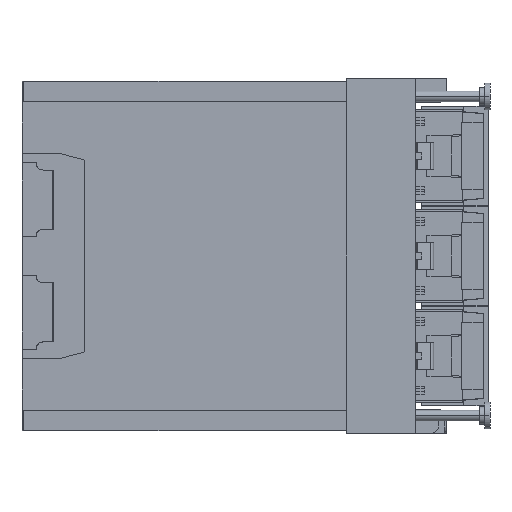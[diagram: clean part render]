
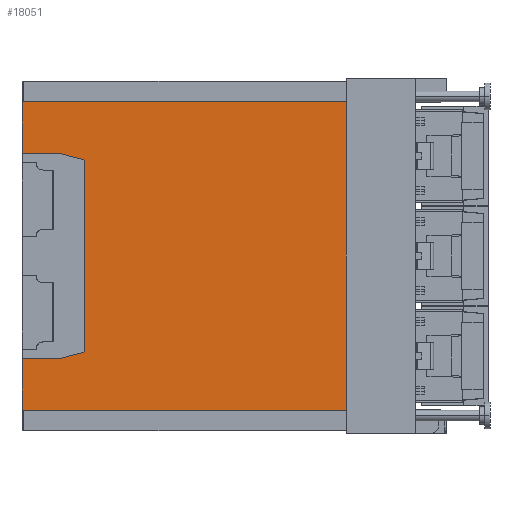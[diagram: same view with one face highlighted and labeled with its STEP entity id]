
A CAD part, left-side view. The second image highlights one B-rep face of the part: STEP entity #18051.
In plain terms, the highlighted face is planar.
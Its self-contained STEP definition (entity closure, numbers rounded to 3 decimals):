
#17643=CARTESIAN_POINT('Vertex',(-115.25,212.822,0.4)) ;
#17678=CARTESIAN_POINT('Vertex',(-129.25,212.822,0.4)) ;
#17681=CARTESIAN_POINT('Line Origine',(-122.25,212.822,0.4)) ;
#17707=CARTESIAN_POINT('Vertex',(-115.25,-31.3,0.4)) ;
#17715=CARTESIAN_POINT('Line Origine',(-115.25,90.761,0.4)) ;
#17950=CARTESIAN_POINT('Axis2P3D Location',(0.,212.7,0.4)) ;
#17955=CARTESIAN_POINT('Line Origine',(-76.5,84.7,0.4)) ;
#17959=CARTESIAN_POINT('Vertex',(-76.5,185.85,0.4)) ;
#17961=CARTESIAN_POINT('Vertex',(-76.5,213.7,0.4)) ;
#17965=CARTESIAN_POINT('Control Point',(-76.5,185.85,0.4)) ;
#17966=CARTESIAN_POINT('Control Point',(-71.503,167.2,0.4)) ;
#17967=CARTESIAN_POINT('Vertex',(-71.503,167.2,0.4)) ;
#17970=CARTESIAN_POINT('Line Origine',(0.,167.2,0.4)) ;
#17974=CARTESIAN_POINT('Vertex',(71.503,167.2,0.4)) ;
#17978=CARTESIAN_POINT('Control Point',(76.5,185.85,0.4)) ;
#17979=CARTESIAN_POINT('Control Point',(71.503,167.2,0.4)) ;
#17980=CARTESIAN_POINT('Vertex',(76.5,185.85,0.4)) ;
#17983=CARTESIAN_POINT('Line Origine',(76.5,84.7,0.4)) ;
#17987=CARTESIAN_POINT('Vertex',(76.5,213.7,0.4)) ;
#17990=CARTESIAN_POINT('Line Origine',(0.,213.7,0.4)) ;
#17994=CARTESIAN_POINT('Vertex',(129.25,213.7,0.4)) ;
#17997=CARTESIAN_POINT('Line Origine',(129.25,84.7,0.4)) ;
#18001=CARTESIAN_POINT('Vertex',(129.25,212.822,0.4)) ;
#18004=CARTESIAN_POINT('Line Origine',(0.,212.822,0.4)) ;
#18008=CARTESIAN_POINT('Vertex',(115.25,212.822,0.4)) ;
#18011=CARTESIAN_POINT('Line Origine',(115.25,84.7,0.4)) ;
#18015=CARTESIAN_POINT('Vertex',(115.25,-31.3,0.4)) ;
#18018=CARTESIAN_POINT('Line Origine',(0.,-31.3,0.4)) ;
#18023=CARTESIAN_POINT('Line Origine',(-129.25,84.7,0.4)) ;
#18027=CARTESIAN_POINT('Vertex',(-129.25,213.7,0.4)) ;
#18030=CARTESIAN_POINT('Line Origine',(0.,213.7,0.4)) ;
#17683=VECTOR('Line Direction',#17682,1.) ;
#17717=VECTOR('Line Direction',#17716,1.) ;
#17957=VECTOR('Line Direction',#17956,1.) ;
#17972=VECTOR('Line Direction',#17971,1.) ;
#17985=VECTOR('Line Direction',#17984,1.) ;
#17992=VECTOR('Line Direction',#17991,1.) ;
#17999=VECTOR('Line Direction',#17998,1.) ;
#18006=VECTOR('Line Direction',#18005,1.) ;
#18013=VECTOR('Line Direction',#18012,1.) ;
#18020=VECTOR('Line Direction',#18019,1.) ;
#18025=VECTOR('Line Direction',#18024,1.) ;
#18032=VECTOR('Line Direction',#18031,1.) ;
#17682=DIRECTION('Vector Direction',(-1.,0.,0.)) ;
#17716=DIRECTION('Vector Direction',(0.,1.,0.)) ;
#17951=DIRECTION('Axis2P3D Direction',(-0.,0.,1.)) ;
#17952=DIRECTION('Axis2P3D XDirection',(0.,-1.,0.)) ;
#17956=DIRECTION('Vector Direction',(0.,-1.,0.)) ;
#17971=DIRECTION('Vector Direction',(1.,0.,0.)) ;
#17984=DIRECTION('Vector Direction',(0.,-1.,0.)) ;
#17991=DIRECTION('Vector Direction',(1.,0.,0.)) ;
#17998=DIRECTION('Vector Direction',(0.,-1.,0.)) ;
#18005=DIRECTION('Vector Direction',(1.,0.,0.)) ;
#18012=DIRECTION('Vector Direction',(0.,-1.,0.)) ;
#18019=DIRECTION('Vector Direction',(1.,0.,0.)) ;
#18024=DIRECTION('Vector Direction',(0.,-1.,0.)) ;
#18031=DIRECTION('Vector Direction',(1.,0.,0.)) ;
#17953=AXIS2_PLACEMENT_3D('Plane Axis2P3D',#17950,#17951,#17952) ;
#17684=LINE('Line',#17681,#17683) ;
#17718=LINE('Line',#17715,#17717) ;
#17958=LINE('Line',#17955,#17957) ;
#17973=LINE('Line',#17970,#17972) ;
#17986=LINE('Line',#17983,#17985) ;
#17993=LINE('Line',#17990,#17992) ;
#18000=LINE('Line',#17997,#17999) ;
#18007=LINE('Line',#18004,#18006) ;
#18014=LINE('Line',#18011,#18013) ;
#18021=LINE('Line',#18018,#18020) ;
#18026=LINE('Line',#18023,#18025) ;
#18033=LINE('Line',#18030,#18032) ;
#17954=PLANE('',#17953) ;
#17685=EDGE_CURVE('',#17644,#17679,#17684,.T.) ;
#17719=EDGE_CURVE('',#17708,#17644,#17718,.T.) ;
#17963=EDGE_CURVE('',#17960,#17962,#17958,.F.) ;
#17969=EDGE_CURVE('',#17968,#17960,#17964,.F.) ;
#17976=EDGE_CURVE('',#17975,#17968,#17973,.F.) ;
#17982=EDGE_CURVE('',#17981,#17975,#17977,.T.) ;
#17989=EDGE_CURVE('',#17988,#17981,#17986,.T.) ;
#17996=EDGE_CURVE('',#17995,#17988,#17993,.F.) ;
#18003=EDGE_CURVE('',#18002,#17995,#18000,.F.) ;
#18010=EDGE_CURVE('',#18002,#18009,#18007,.F.) ;
#18017=EDGE_CURVE('',#18009,#18016,#18014,.T.) ;
#18022=EDGE_CURVE('',#17708,#18016,#18021,.T.) ;
#18029=EDGE_CURVE('',#18028,#17679,#18026,.T.) ;
#18034=EDGE_CURVE('',#17962,#18028,#18033,.F.) ;
#18036=ORIENTED_EDGE('',*,*,#17963,.F.) ;
#18037=ORIENTED_EDGE('',*,*,#17969,.F.) ;
#18038=ORIENTED_EDGE('',*,*,#17976,.F.) ;
#18039=ORIENTED_EDGE('',*,*,#17982,.F.) ;
#18040=ORIENTED_EDGE('',*,*,#17989,.F.) ;
#18041=ORIENTED_EDGE('',*,*,#17996,.F.) ;
#18042=ORIENTED_EDGE('',*,*,#18003,.F.) ;
#18043=ORIENTED_EDGE('',*,*,#18010,.T.) ;
#18044=ORIENTED_EDGE('',*,*,#18017,.T.) ;
#18045=ORIENTED_EDGE('',*,*,#18022,.F.) ;
#18046=ORIENTED_EDGE('',*,*,#17719,.T.) ;
#18047=ORIENTED_EDGE('',*,*,#17685,.T.) ;
#18048=ORIENTED_EDGE('',*,*,#18029,.F.) ;
#18049=ORIENTED_EDGE('',*,*,#18034,.F.) ;
#18035=EDGE_LOOP('',(#18036,#18037,#18038,#18039,#18040,#18041,#18042,#18043,#18044,#18045,#18046,#18047,#18048,#18049)) ;
#17644=VERTEX_POINT('',#17643) ;
#17679=VERTEX_POINT('',#17678) ;
#17708=VERTEX_POINT('',#17707) ;
#17960=VERTEX_POINT('',#17959) ;
#17962=VERTEX_POINT('',#17961) ;
#17968=VERTEX_POINT('',#17967) ;
#17975=VERTEX_POINT('',#17974) ;
#17981=VERTEX_POINT('',#17980) ;
#17988=VERTEX_POINT('',#17987) ;
#17995=VERTEX_POINT('',#17994) ;
#18002=VERTEX_POINT('',#18001) ;
#18009=VERTEX_POINT('',#18008) ;
#18016=VERTEX_POINT('',#18015) ;
#18028=VERTEX_POINT('',#18027) ;
#18051=ADVANCED_FACE('Corps principal',(#18050),#17954,.F.) ;
#17964=B_SPLINE_CURVE_WITH_KNOTS('',1,(#17965,#17966),.UNSPECIFIED.,.F.,.U.,(2,2),(-9.654,9.654),.UNSPECIFIED.) ;
#17977=B_SPLINE_CURVE_WITH_KNOTS('',1,(#17978,#17979),.UNSPECIFIED.,.F.,.U.,(2,2),(-9.654,9.654),.UNSPECIFIED.) ;
#18050=FACE_OUTER_BOUND('',#18035,.T.) ;
